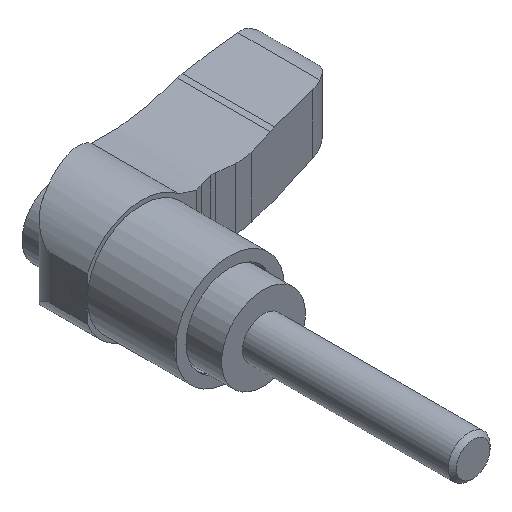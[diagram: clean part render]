
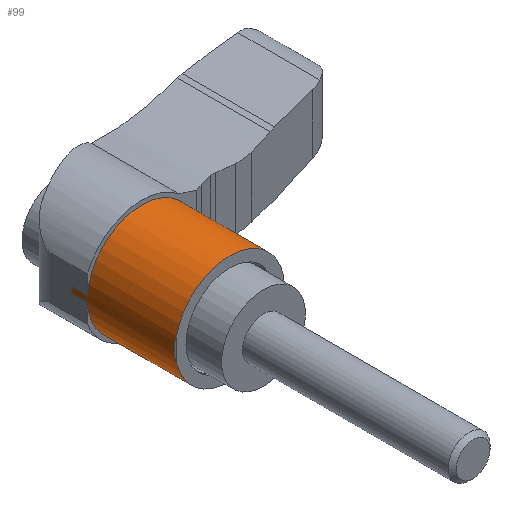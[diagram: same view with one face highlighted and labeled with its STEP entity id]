
A CAD part, isometric view. The second image highlights one B-rep face of the part: STEP entity #99.
In plain terms, the highlighted cylindrical face has radius 6.5 mm (diameter 13 mm), a full revolution.
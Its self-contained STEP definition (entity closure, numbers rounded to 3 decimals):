
#99 = ADVANCED_FACE( '', ( #239, #240 ), #241, .T. );
#239 = FACE_OUTER_BOUND( '', #426, .T. );
#240 = FACE_OUTER_BOUND( '', #427, .T. );
#241 = CYLINDRICAL_SURFACE( '', #428, 6.5 );
#426 = EDGE_LOOP( '', ( #656, #657, #658, #659 ) );
#427 = EDGE_LOOP( '', ( #660, #661 ) );
#428 = AXIS2_PLACEMENT_3D( '', #662, #663, #664 );
#656 = ORIENTED_EDGE( '', *, *, #1096, .F. );
#657 = ORIENTED_EDGE( '', *, *, #1097, .T. );
#658 = ORIENTED_EDGE( '', *, *, #1098, .T. );
#659 = ORIENTED_EDGE( '', *, *, #1099, .T. );
#660 = ORIENTED_EDGE( '', *, *, #1100, .T. );
#661 = ORIENTED_EDGE( '', *, *, #1101, .T. );
#662 = CARTESIAN_POINT( '', ( -0.01, 16.438, 0. ) );
#663 = DIRECTION( '', ( 0., -1., 0. ) );
#664 = DIRECTION( '', ( -1., 0., 0. ) );
#1096 = EDGE_CURVE( '', #1313, #1314, #1315, .T. );
#1097 = EDGE_CURVE( '', #1313, #1316, #1317, .F. );
#1098 = EDGE_CURVE( '', #1316, #1318, #1319, .F. );
#1099 = EDGE_CURVE( '', #1318, #1314, #1320, .T. );
#1100 = EDGE_CURVE( '', #1321, #1322, #1323, .T. );
#1101 = EDGE_CURVE( '', #1322, #1321, #1324, .T. );
#1313 = VERTEX_POINT( '', #1610 );
#1314 = VERTEX_POINT( '', #1611 );
#1315 = CIRCLE( '', #1612, 6.5 );
#1316 = VERTEX_POINT( '', #1613 );
#1317 = LINE( '', #1614, #1615 );
#1318 = VERTEX_POINT( '', #1616 );
#1319 = CIRCLE( '', #1617, 6.5 );
#1320 = LINE( '', #1618, #1619 );
#1321 = VERTEX_POINT( '', #1620 );
#1322 = VERTEX_POINT( '', #1621 );
#1323 = ELLIPSE( '', #1622, 9.192, 6.5 );
#1324 = CIRCLE( '', #1623, 6.5 );
#1610 = CARTESIAN_POINT( '', ( -6.5, 16.438, -0.36 ) );
#1611 = CARTESIAN_POINT( '', ( -6.5, 16.438, 0.36 ) );
#1612 = AXIS2_PLACEMENT_3D( '', #2143, #2144, #2145 );
#1613 = CARTESIAN_POINT( '', ( -6.5, 14.5, -0.36 ) );
#1614 = CARTESIAN_POINT( '', ( -6.5, 16.438, -0.36 ) );
#1615 = VECTOR( '', #2146, 1000. );
#1616 = CARTESIAN_POINT( '', ( -6.5, 14.5, 0.36 ) );
#1617 = AXIS2_PLACEMENT_3D( '', #2147, #2148, #2149 );
#1618 = CARTESIAN_POINT( '', ( -6.5, 16.438, 0.36 ) );
#1619 = VECTOR( '', #2150, 1000. );
#1620 = CARTESIAN_POINT( '', ( -6.36, 4., -1.388 ) );
#1621 = CARTESIAN_POINT( '', ( -6.36, 4., 1.388 ) );
#1622 = AXIS2_PLACEMENT_3D( '', #2151, #2152, #2153 );
#1623 = AXIS2_PLACEMENT_3D( '', #2154, #2155, #2156 );
#2143 = CARTESIAN_POINT( '', ( -0.01, 16.438, 0. ) );
#2144 = DIRECTION( '', ( 0., 1., 0. ) );
#2145 = DIRECTION( '', ( -1., 0., 0. ) );
#2146 = DIRECTION( '', ( 0., 1., 0. ) );
#2147 = CARTESIAN_POINT( '', ( -0.01, 14.5, 0. ) );
#2148 = DIRECTION( '', ( 0., 1., 0. ) );
#2149 = DIRECTION( '', ( 0., 0., 1. ) );
#2150 = DIRECTION( '', ( 0., 1., 0. ) );
#2151 = CARTESIAN_POINT( '', ( -0.01, -2.35, 0. ) );
#2152 = DIRECTION( '', ( 0.707, 0.707, 0. ) );
#2153 = DIRECTION( '', ( -0.707, 0.707, 0. ) );
#2154 = CARTESIAN_POINT( '', ( -0.01, 4., 0. ) );
#2155 = DIRECTION( '', ( 0., 1., 0. ) );
#2156 = DIRECTION( '', ( -1., 0., 0. ) );
